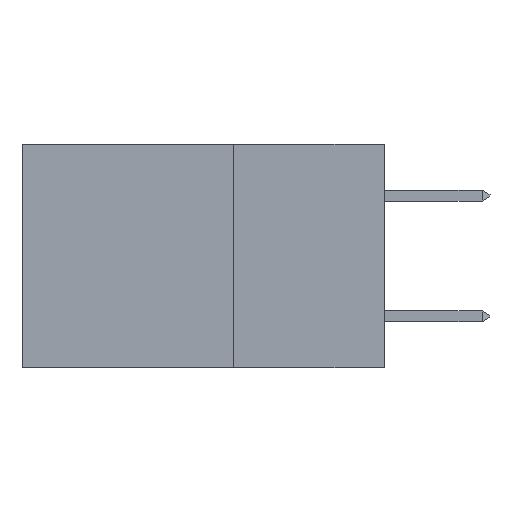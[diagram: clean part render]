
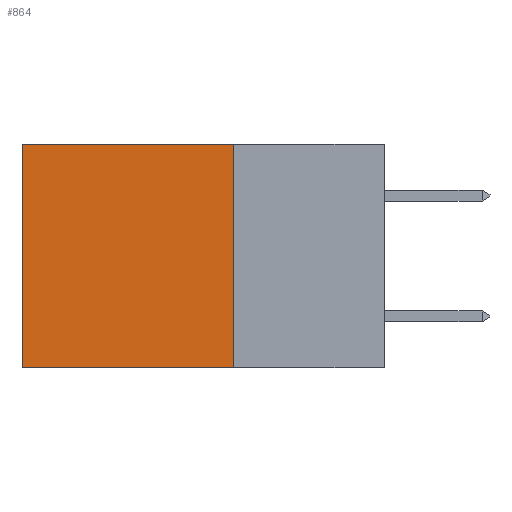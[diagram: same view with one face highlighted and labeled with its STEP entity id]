
A CAD part, left-side view. The second image highlights one B-rep face of the part: STEP entity #864.
In plain terms, the highlighted planar face has unit normal (-1, 0, 0).
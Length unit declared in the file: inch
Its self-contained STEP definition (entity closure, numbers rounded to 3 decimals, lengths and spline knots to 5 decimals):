
#164 = ORIENTED_EDGE ( 'NONE', *, *, #10365, .F. ) ;
#249 = CARTESIAN_POINT ( 'NONE',  ( 0.2875, 0.25, 0. ) ) ;
#368 = VERTEX_POINT ( 'NONE', #8513 ) ;
#588 = CARTESIAN_POINT ( 'NONE',  ( 0.2875, 0.25, 0. ) ) ;
#864 = ADVANCED_FACE ( 'NONE', ( #10048 ), #18562, .F. ) ;
#1205 = DIRECTION ( 'NONE',  ( 0., 1., 0. ) ) ;
#2044 = DIRECTION ( 'NONE',  ( 0., 0., -1. ) ) ;
#2314 = VECTOR ( 'NONE', #13456, 39.37008 ) ;
#2741 = LINE ( 'NONE', #7361, #18135 ) ;
#2894 = VERTEX_POINT ( 'NONE', #9048 ) ;
#3625 = CARTESIAN_POINT ( 'NONE',  ( 0.2875, 0.25, 0. ) ) ;
#4395 = CARTESIAN_POINT ( 'NONE',  ( 0.2875, 0.6, -0.37 ) ) ;
#5054 = EDGE_CURVE ( 'NONE', #368, #18133, #12292, .T. ) ;
#6482 = VECTOR ( 'NONE', #18211, 39.37008 ) ;
#6526 = VECTOR ( 'NONE', #2044, 39.37008 ) ;
#7361 = CARTESIAN_POINT ( 'NONE',  ( 0.2875, 0.25, -0.37 ) ) ;
#7612 = ORIENTED_EDGE ( 'NONE', *, *, #5054, .T. ) ;
#8513 = CARTESIAN_POINT ( 'NONE',  ( 0.2875, 0.25, 0. ) ) ;
#9048 = CARTESIAN_POINT ( 'NONE',  ( 0.2875, 0.25, -0.37 ) ) ;
#10048 = FACE_OUTER_BOUND ( 'NONE', #12927, .T. ) ;
#10365 = EDGE_CURVE ( 'NONE', #368, #2894, #18881, .T. ) ;
#10556 = ORIENTED_EDGE ( 'NONE', *, *, #15644, .F. ) ;
#10626 = EDGE_CURVE ( 'NONE', #18133, #17303, #14620, .T. ) ;
#10922 = DIRECTION ( 'NONE',  ( 1., 0., 0. ) ) ;
#12147 = ORIENTED_EDGE ( 'NONE', *, *, #10626, .T. ) ;
#12292 = LINE ( 'NONE', #249, #6482 ) ;
#12307 = AXIS2_PLACEMENT_3D ( 'NONE', #3625, #10922, #13886 ) ;
#12927 = EDGE_LOOP ( 'NONE', ( #12147, #10556, #164, #7612 ) ) ;
#13456 = DIRECTION ( 'NONE',  ( 0., 0., -1. ) ) ;
#13886 = DIRECTION ( 'NONE',  ( 0., 0., -1. ) ) ;
#14620 = LINE ( 'NONE', #14938, #2314 ) ;
#14938 = CARTESIAN_POINT ( 'NONE',  ( 0.2875, 0.6, 0. ) ) ;
#15644 = EDGE_CURVE ( 'NONE', #2894, #17303, #2741, .T. ) ;
#15892 = CARTESIAN_POINT ( 'NONE',  ( 0.2875, 0.6, 0. ) ) ;
#17303 = VERTEX_POINT ( 'NONE', #4395 ) ;
#18133 = VERTEX_POINT ( 'NONE', #15892 ) ;
#18135 = VECTOR ( 'NONE', #1205, 39.37008 ) ;
#18211 = DIRECTION ( 'NONE',  ( 0., 1., 0. ) ) ;
#18562 = PLANE ( 'NONE',  #12307 ) ;
#18881 = LINE ( 'NONE', #588, #6526 ) ;
